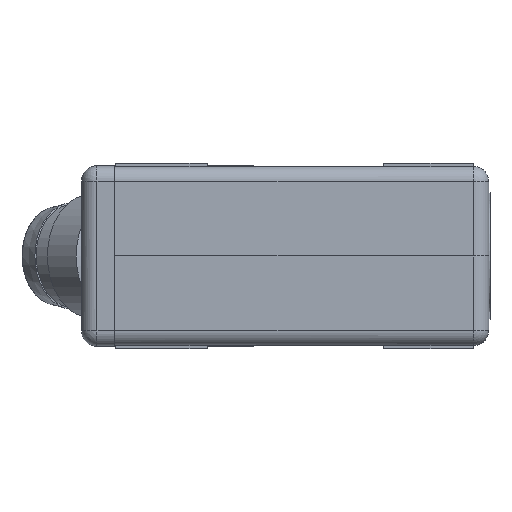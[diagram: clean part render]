
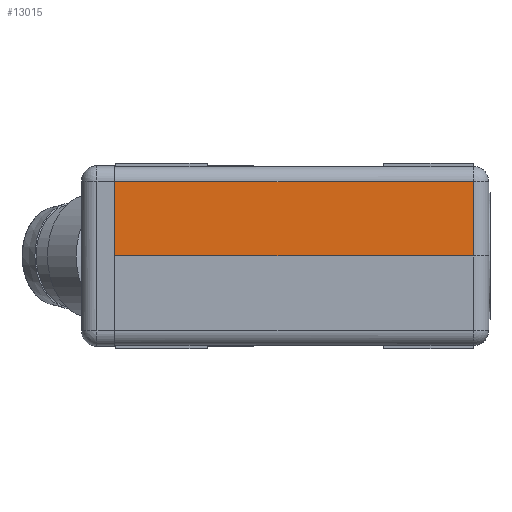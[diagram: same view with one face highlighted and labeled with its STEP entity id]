
A CAD part, front view. The second image highlights one B-rep face of the part: STEP entity #13015.
In plain terms, the highlighted planar face has unit normal (0, -1, 0.009).
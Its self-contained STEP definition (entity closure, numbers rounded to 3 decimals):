
#3737 = PLANE('',#3738);
#3738 = AXIS2_PLACEMENT_3D('',#3739,#3740,#3741);
#3739 = CARTESIAN_POINT('',(-24.2,-19.,-5.8));
#3740 = DIRECTION('',(-1.,0.,0.));
#3741 = DIRECTION('',(0.,0.,1.));
#5586 = CYLINDRICAL_SURFACE('',#5587,1.);
#5587 = AXIS2_PLACEMENT_3D('',#5588,#5589,#5590);
#5588 = CARTESIAN_POINT('',(0.,-19.,4.8));
#5589 = DIRECTION('',(-1.,0.,0.));
#5590 = DIRECTION('',(0.,0.,1.));
#6025 = VERTEX_POINT('',#6026);
#6026 = CARTESIAN_POINT('',(-24.2,-20.042,0.));
#6040 = PLANE('',#6041);
#6041 = AXIS2_PLACEMENT_3D('',#6042,#6043,#6044);
#6042 = CARTESIAN_POINT('',(-35.028,-20.042,0.));
#6043 = DIRECTION('',(0.,-1.,-0.009));
#6044 = DIRECTION('',(0.,0.009,-1.));
#6052 = EDGE_CURVE('',#6053,#6025,#6055,.T.);
#6053 = VERTEX_POINT('',#6054);
#6054 = CARTESIAN_POINT('',(-24.2,-20.,4.809));
#6055 = SURFACE_CURVE('',#6056,(#6060,#6067),.PCURVE_S1.);
#6056 = LINE('',#6057,#6058);
#6057 = CARTESIAN_POINT('',(-24.2,-20.,4.809));
#6058 = VECTOR('',#6059,1.);
#6059 = DIRECTION('',(0.,-0.009,-1.)
  );
#6060 = PCURVE('',#3737,#6061);
#6061 = DEFINITIONAL_REPRESENTATION('',(#6062),#6066);
#6062 = LINE('',#6063,#6064);
#6063 = CARTESIAN_POINT('',(10.609,-1.));
#6064 = VECTOR('',#6065,1.);
#6065 = DIRECTION('',(-1.,-0.009));
#6066 = ( GEOMETRIC_REPRESENTATION_CONTEXT(2) 
PARAMETRIC_REPRESENTATION_CONTEXT() REPRESENTATION_CONTEXT('2D SPACE',''
  ) );
#6067 = PCURVE('',#6068,#6073);
#6068 = PLANE('',#6069);
#6069 = AXIS2_PLACEMENT_3D('',#6070,#6071,#6072);
#6070 = CARTESIAN_POINT('',(-35.028,-20.,
    4.809));
#6071 = DIRECTION('',(0.,-1.,0.009));
#6072 = DIRECTION('',(0.,-0.009,-1.));
#6073 = DEFINITIONAL_REPRESENTATION('',(#6074),#6078);
#6074 = LINE('',#6075,#6076);
#6075 = CARTESIAN_POINT('',(0.,10.828));
#6076 = VECTOR('',#6077,1.);
#6077 = DIRECTION('',(1.,0.));
#6078 = ( GEOMETRIC_REPRESENTATION_CONTEXT(2) 
PARAMETRIC_REPRESENTATION_CONTEXT() REPRESENTATION_CONTEXT('2D SPACE',''
  ) );
#13015 = ADVANCED_FACE('',(#13016),#6068,.T.);
#13016 = FACE_BOUND('',#13017,.T.);
#13017 = EDGE_LOOP('',(#13018,#13019,#13042,#13069));
#13018 = ORIENTED_EDGE('',*,*,#6052,.T.);
#13019 = ORIENTED_EDGE('',*,*,#13020,.T.);
#13020 = EDGE_CURVE('',#6025,#13021,#13023,.T.);
#13021 = VERTEX_POINT('',#13022);
#13022 = CARTESIAN_POINT('',(-1.,-20.042,0.));
#13023 = SURFACE_CURVE('',#13024,(#13028,#13035),.PCURVE_S1.);
#13024 = LINE('',#13025,#13026);
#13025 = CARTESIAN_POINT('',(-24.2,-20.042,0.));
#13026 = VECTOR('',#13027,1.);
#13027 = DIRECTION('',(1.,0.,0.));
#13028 = PCURVE('',#6068,#13029);
#13029 = DEFINITIONAL_REPRESENTATION('',(#13030),#13034);
#13030 = LINE('',#13031,#13032);
#13031 = CARTESIAN_POINT('',(4.809,10.828));
#13032 = VECTOR('',#13033,1.);
#13033 = DIRECTION('',(0.,1.));
#13034 = ( GEOMETRIC_REPRESENTATION_CONTEXT(2) 
PARAMETRIC_REPRESENTATION_CONTEXT() REPRESENTATION_CONTEXT('2D SPACE',''
  ) );
#13035 = PCURVE('',#6040,#13036);
#13036 = DEFINITIONAL_REPRESENTATION('',(#13037),#13041);
#13037 = LINE('',#13038,#13039);
#13038 = CARTESIAN_POINT('',(0.,10.828));
#13039 = VECTOR('',#13040,1.);
#13040 = DIRECTION('',(0.,1.));
#13041 = ( GEOMETRIC_REPRESENTATION_CONTEXT(2) 
PARAMETRIC_REPRESENTATION_CONTEXT() REPRESENTATION_CONTEXT('2D SPACE',''
  ) );
#13042 = ORIENTED_EDGE('',*,*,#13043,.T.);
#13043 = EDGE_CURVE('',#13021,#13044,#13046,.T.);
#13044 = VERTEX_POINT('',#13045);
#13045 = CARTESIAN_POINT('',(-1.,-20.,4.809));
#13046 = SURFACE_CURVE('',#13047,(#13051,#13058),.PCURVE_S1.);
#13047 = LINE('',#13048,#13049);
#13048 = CARTESIAN_POINT('',(-1.,-20.042,0.));
#13049 = VECTOR('',#13050,1.);
#13050 = DIRECTION('',(0.,0.009,1.));
#13051 = PCURVE('',#6068,#13052);
#13052 = DEFINITIONAL_REPRESENTATION('',(#13053),#13057);
#13053 = LINE('',#13054,#13055);
#13054 = CARTESIAN_POINT('',(4.809,34.028));
#13055 = VECTOR('',#13056,1.);
#13056 = DIRECTION('',(-1.,0.));
#13057 = ( GEOMETRIC_REPRESENTATION_CONTEXT(2) 
PARAMETRIC_REPRESENTATION_CONTEXT() REPRESENTATION_CONTEXT('2D SPACE',''
  ) );
#13058 = PCURVE('',#13059,#13064);
#13059 = CYLINDRICAL_SURFACE('',#13060,1.);
#13060 = AXIS2_PLACEMENT_3D('',#13061,#13062,#13063);
#13061 = CARTESIAN_POINT('',(-1.,-18.99,5.966));
#13062 = DIRECTION('',(0.,0.009,1.));
#13063 = DIRECTION('',(0.,-1.,0.009));
#13064 = DEFINITIONAL_REPRESENTATION('',(#13065),#13068);
#13065 = B_SPLINE_CURVE_WITH_KNOTS('',1,(#13066,#13067),.UNSPECIFIED.,
  .F.,.F.,(2,2),(0.,4.809),.PIECEWISE_BEZIER_KNOTS.);
#13066 = CARTESIAN_POINT('',(0.,-5.975));
#13067 = CARTESIAN_POINT('',(0.,-1.166));
#13068 = ( GEOMETRIC_REPRESENTATION_CONTEXT(2) 
PARAMETRIC_REPRESENTATION_CONTEXT() REPRESENTATION_CONTEXT('2D SPACE',''
  ) );
#13069 = ORIENTED_EDGE('',*,*,#13070,.F.);
#13070 = EDGE_CURVE('',#6053,#13044,#13071,.T.);
#13071 = SURFACE_CURVE('',#13072,(#13076,#13083),.PCURVE_S1.);
#13072 = LINE('',#13073,#13074);
#13073 = CARTESIAN_POINT('',(-24.2,-20.,4.809));
#13074 = VECTOR('',#13075,1.);
#13075 = DIRECTION('',(1.,0.,0.));
#13076 = PCURVE('',#6068,#13077);
#13077 = DEFINITIONAL_REPRESENTATION('',(#13078),#13082);
#13078 = LINE('',#13079,#13080);
#13079 = CARTESIAN_POINT('',(0.,10.828));
#13080 = VECTOR('',#13081,1.);
#13081 = DIRECTION('',(0.,1.));
#13082 = ( GEOMETRIC_REPRESENTATION_CONTEXT(2) 
PARAMETRIC_REPRESENTATION_CONTEXT() REPRESENTATION_CONTEXT('2D SPACE',''
  ) );
#13083 = PCURVE('',#5586,#13084);
#13084 = DEFINITIONAL_REPRESENTATION('',(#13085),#13088);
#13085 = B_SPLINE_CURVE_WITH_KNOTS('',1,(#13086,#13087),.UNSPECIFIED.,
  .F.,.F.,(2,2),(0.,23.2),.PIECEWISE_BEZIER_KNOTS.);
#13086 = CARTESIAN_POINT('',(4.721,24.2));
#13087 = CARTESIAN_POINT('',(4.721,1.));
#13088 = ( GEOMETRIC_REPRESENTATION_CONTEXT(2) 
PARAMETRIC_REPRESENTATION_CONTEXT() REPRESENTATION_CONTEXT('2D SPACE',''
  ) );
